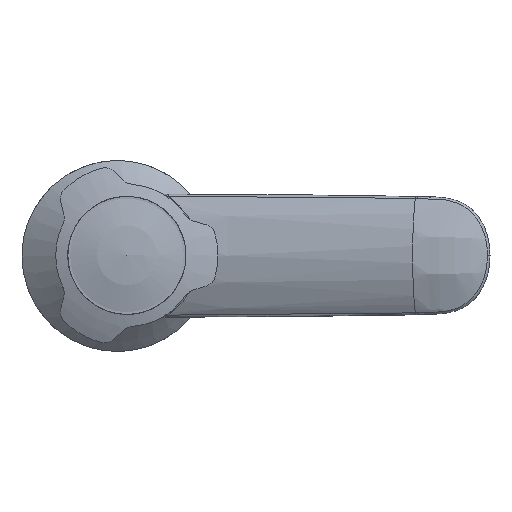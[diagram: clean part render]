
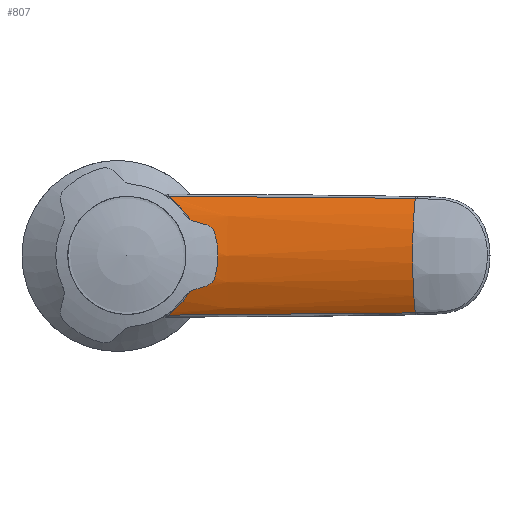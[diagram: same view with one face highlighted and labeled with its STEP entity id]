
A CAD part, top view. The second image highlights one B-rep face of the part: STEP entity #807.
In plain terms, the highlighted free-form (B-spline) face has degree [3, 3] with [5, 12] control points.
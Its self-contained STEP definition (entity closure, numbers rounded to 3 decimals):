
#280=ORIENTED_EDGE('',*,*,#437,.F.);
#281=ORIENTED_EDGE('',*,*,#413,.F.);
#282=ORIENTED_EDGE('',*,*,#436,.F.);
#283=ORIENTED_EDGE('',*,*,#434,.F.);
#284=ORIENTED_EDGE('',*,*,#429,.F.);
#285=ORIENTED_EDGE('',*,*,#420,.F.);
#413=EDGE_CURVE('',#509,#514,#610,.T.);
#420=EDGE_CURVE('',#517,#515,#615,.T.);
#429=EDGE_CURVE('',#515,#522,#624,.T.);
#434=EDGE_CURVE('',#522,#525,#627,.T.);
#436=EDGE_CURVE('',#525,#509,#629,.T.);
#437=EDGE_CURVE('',#514,#517,#630,.T.);
#509=VERTEX_POINT('',#3591);
#514=VERTEX_POINT('',#3650);
#515=VERTEX_POINT('',#3663);
#517=VERTEX_POINT('',#3709);
#522=VERTEX_POINT('',#3880);
#525=VERTEX_POINT('',#3931);
#610=B_SPLINE_CURVE_WITH_KNOTS('',3,(#3656,#3657,#3658,#3659,#3660),
 .UNSPECIFIED.,.F.,.F.,(4,1,4),(0.,0.033,
0.065),.UNSPECIFIED.);
#615=B_SPLINE_CURVE_WITH_KNOTS('',3,(#3711,#3712,#3713,#3714,#3715),
 .UNSPECIFIED.,.F.,.F.,(4,1,4),(0.,0.033,
0.065),.UNSPECIFIED.);
#624=B_SPLINE_CURVE_WITH_KNOTS('',3,(#3876,#3877,#3878,#3879),
 .UNSPECIFIED.,.F.,.F.,(4,4),(0.001,0.002),
 .UNSPECIFIED.);
#627=B_SPLINE_CURVE_WITH_KNOTS('',3,(#3946,#3947,#3948,#3949,#3950,#3951,
#3952,#3953,#3954,#3955,#3956,#3957,#3958,#3959),.UNSPECIFIED.,.F.,.F.,
(4,1,1,1,1,1,1,1,1,1,1,4),(0.,0.005,0.009,0.011,
0.014,0.016,0.018,0.02,
0.023,0.027,0.032,0.036),
 .UNSPECIFIED.);
#629=B_SPLINE_CURVE_WITH_KNOTS('',3,(#3976,#3977,#3978,#3979),
 .UNSPECIFIED.,.F.,.F.,(4,4),(0.,0.001),.UNSPECIFIED.);
#630=B_SPLINE_CURVE_WITH_KNOTS('',3,(#4040,#4041,#4042,#4043,#4044,#4045,
#4046,#4047,#4048),.UNSPECIFIED.,.F.,.F.,(4,1,1,1,1,1,4),(0.071,
0.286,0.393,0.5,0.607,
0.714,0.928),.UNSPECIFIED.);
#678=EDGE_LOOP('',(#280,#281,#282,#283,#284,#285));
#737=FACE_BOUND('',#678,.T.);
#764=B_SPLINE_SURFACE_WITH_KNOTS('',3,3,((#3980,#3981,#3982,#3983,#3984,
#3985,#3986,#3987,#3988,#3989,#3990,#3991),(#3992,#3993,#3994,#3995,#3996,
#3997,#3998,#3999,#4000,#4001,#4002,#4003),(#4004,#4005,#4006,#4007,#4008,
#4009,#4010,#4011,#4012,#4013,#4014,#4015),(#4016,#4017,#4018,#4019,#4020,
#4021,#4022,#4023,#4024,#4025,#4026,#4027),(#4028,#4029,#4030,#4031,#4032,
#4033,#4034,#4035,#4036,#4037,#4038,#4039)),.UNSPECIFIED.,.F.,.F.,.F.,(4,
1,4),(4,1,1,1,1,1,1,1,1,4),(0.,0.696,0.941),(0.072,
0.144,0.234,0.324,0.412,
0.5,0.588,0.766,0.856,
0.929),.UNSPECIFIED.);
#807=ADVANCED_FACE('',(#737),#764,.F.);
#3591=CARTESIAN_POINT('',(10.806,15.579,49.237));
#3650=CARTESIAN_POINT('',(75.578,15.013,57.888));
#3656=CARTESIAN_POINT('',(10.806,15.579,49.237));
#3657=CARTESIAN_POINT('',(21.584,15.56,50.806));
#3658=CARTESIAN_POINT('',(43.164,15.488,53.784));
#3659=CARTESIAN_POINT('',(64.774,15.242,56.526));
#3660=CARTESIAN_POINT('',(75.578,15.013,57.888));
#3663=CARTESIAN_POINT('',(10.806,-15.579,49.237));
#3709=CARTESIAN_POINT('',(75.578,-15.013,57.888));
#3711=CARTESIAN_POINT('',(75.578,-15.013,57.888));
#3712=CARTESIAN_POINT('',(64.774,-15.242,56.526));
#3713=CARTESIAN_POINT('',(43.164,-15.488,53.784));
#3714=CARTESIAN_POINT('',(21.584,-15.56,50.806));
#3715=CARTESIAN_POINT('',(10.806,-15.579,49.237));
#3876=CARTESIAN_POINT('',(10.806,-15.579,49.237));
#3877=CARTESIAN_POINT('',(11.094,-15.396,49.374));
#3878=CARTESIAN_POINT('',(11.368,-15.195,49.515));
#3879=CARTESIAN_POINT('',(11.63,-14.976,49.661));
#3880=CARTESIAN_POINT('',(11.63,-14.976,49.661));
#3931=CARTESIAN_POINT('',(11.63,14.976,49.661));
#3946=CARTESIAN_POINT('',(11.63,-14.976,49.661));
#3947=CARTESIAN_POINT('',(12.707,-14.077,50.259));
#3948=CARTESIAN_POINT('',(14.728,-12.126,51.416));
#3949=CARTESIAN_POINT('',(16.834,-9.194,52.686));
#3950=CARTESIAN_POINT('',(18.121,-6.581,53.488));
#3951=CARTESIAN_POINT('',(18.865,-4.452,53.961));
#3952=CARTESIAN_POINT('',(19.324,-2.25,54.261));
#3953=CARTESIAN_POINT('',(19.48,0.052,54.365));
#3954=CARTESIAN_POINT('',(19.317,2.296,54.256));
#3955=CARTESIAN_POINT('',(18.687,5.271,53.846));
#3956=CARTESIAN_POINT('',(17.215,8.678,52.915));
#3957=CARTESIAN_POINT('',(14.703,12.149,51.402));
#3958=CARTESIAN_POINT('',(12.704,14.08,50.257));
#3959=CARTESIAN_POINT('',(11.63,14.976,49.661));
#3976=CARTESIAN_POINT('',(11.63,14.976,49.661));
#3977=CARTESIAN_POINT('',(11.368,15.195,49.515));
#3978=CARTESIAN_POINT('',(11.094,15.396,49.374));
#3979=CARTESIAN_POINT('',(10.806,15.579,49.237));
#3980=CARTESIAN_POINT('',(75.594,-15.177,57.798));
#3981=CARTESIAN_POINT('',(75.516,-14.396,58.232));
#3982=CARTESIAN_POINT('',(75.355,-12.609,59.123));
#3983=CARTESIAN_POINT('',(75.156,-9.726,60.224));
#3984=CARTESIAN_POINT('',(75.004,-6.543,61.066));
#3985=CARTESIAN_POINT('',(74.913,-3.302,61.572));
#3986=CARTESIAN_POINT('',(74.882,0.,61.744));
#3987=CARTESIAN_POINT('',(74.923,4.418,61.514));
#3988=CARTESIAN_POINT('',(75.086,8.711,60.61));
#3989=CARTESIAN_POINT('',(75.355,12.61,59.123));
#3990=CARTESIAN_POINT('',(75.516,14.396,58.232));
#3991=CARTESIAN_POINT('',(75.594,15.177,57.798));
#3992=CARTESIAN_POINT('',(58.826,-15.663,55.61));
#3993=CARTESIAN_POINT('',(58.745,-14.857,56.057));
#3994=CARTESIAN_POINT('',(58.579,-13.01,56.976));
#3995=CARTESIAN_POINT('',(58.373,-10.023,58.114));
#3996=CARTESIAN_POINT('',(58.215,-6.73,58.988));
#3997=CARTESIAN_POINT('',(58.12,-3.383,59.515));
#3998=CARTESIAN_POINT('',(58.088,0.,59.695));
#3999=CARTESIAN_POINT('',(58.131,4.528,59.454));
#4000=CARTESIAN_POINT('',(58.301,8.974,58.514));
#4001=CARTESIAN_POINT('',(58.579,13.01,56.976));
#4002=CARTESIAN_POINT('',(58.745,14.857,56.058));
#4003=CARTESIAN_POINT('',(58.826,15.663,55.611));
#4004=CARTESIAN_POINT('',(36.862,-16.204,52.578));
#4005=CARTESIAN_POINT('',(36.779,-15.37,53.039));
#4006=CARTESIAN_POINT('',(36.607,-13.455,53.988));
#4007=CARTESIAN_POINT('',(36.394,-10.354,55.168));
#4008=CARTESIAN_POINT('',(36.23,-6.937,56.077));
#4009=CARTESIAN_POINT('',(36.131,-3.474,56.627));
#4010=CARTESIAN_POINT('',(36.097,0.,56.815));
#4011=CARTESIAN_POINT('',(36.142,4.651,56.563));
#4012=CARTESIAN_POINT('',(36.319,9.265,55.582));
#4013=CARTESIAN_POINT('',(36.607,13.455,53.988));
#4014=CARTESIAN_POINT('',(36.779,15.369,53.039));
#4015=CARTESIAN_POINT('',(36.862,16.204,52.578));
#4016=CARTESIAN_POINT('',(15.927,-16.575,49.438));
#4017=CARTESIAN_POINT('',(15.842,-15.721,49.908));
#4018=CARTESIAN_POINT('',(15.666,-13.76,50.878));
#4019=CARTESIAN_POINT('',(15.448,-10.58,52.086));
#4020=CARTESIAN_POINT('',(15.28,-7.08,53.019));
#4021=CARTESIAN_POINT('',(15.177,-3.536,53.586));
#4022=CARTESIAN_POINT('',(15.142,-0.001,53.78));
#4023=CARTESIAN_POINT('',(15.189,4.735,53.52));
#4024=CARTESIAN_POINT('',(15.372,9.465,52.51));
#4025=CARTESIAN_POINT('',(15.666,13.759,50.878));
#4026=CARTESIAN_POINT('',(15.842,15.721,49.909));
#4027=CARTESIAN_POINT('',(15.927,16.575,49.438));
#4028=CARTESIAN_POINT('',(10.538,-16.661,48.613));
#4029=CARTESIAN_POINT('',(10.453,-15.803,49.086));
#4030=CARTESIAN_POINT('',(10.277,-13.831,50.06));
#4031=CARTESIAN_POINT('',(10.057,-10.633,51.275));
#4032=CARTESIAN_POINT('',(9.888,-7.113,52.214));
#4033=CARTESIAN_POINT('',(9.785,-3.551,52.784));
#4034=CARTESIAN_POINT('',(9.749,-0.001,52.98));
#4035=CARTESIAN_POINT('',(9.797,4.755,52.718));
#4036=CARTESIAN_POINT('',(9.98,9.511,51.702));
#4037=CARTESIAN_POINT('',(10.277,13.83,50.061));
#4038=CARTESIAN_POINT('',(10.453,15.802,49.086));
#4039=CARTESIAN_POINT('',(10.538,16.661,48.613));
#4040=CARTESIAN_POINT('',(75.578,15.013,57.888));
#4041=CARTESIAN_POINT('',(75.352,12.731,59.139));
#4042=CARTESIAN_POINT('',(75.096,9.095,60.554));
#4043=CARTESIAN_POINT('',(74.922,3.968,61.521));
#4044=CARTESIAN_POINT('',(74.877,0.001,61.77));
#4045=CARTESIAN_POINT('',(74.922,-3.967,61.521));
#4046=CARTESIAN_POINT('',(75.096,-9.09,60.555));
#4047=CARTESIAN_POINT('',(75.352,-12.73,59.139));
#4048=CARTESIAN_POINT('',(75.578,-15.013,57.888));
